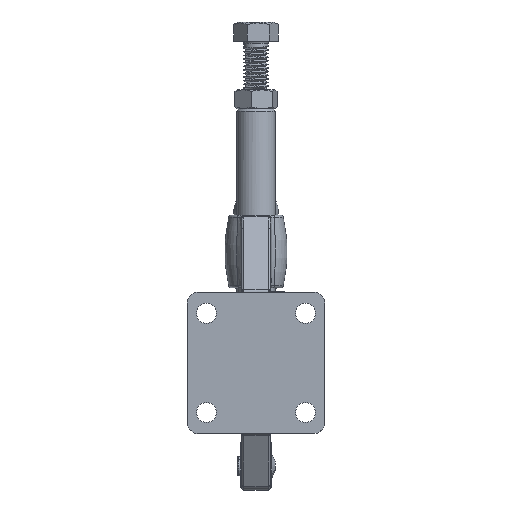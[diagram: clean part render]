
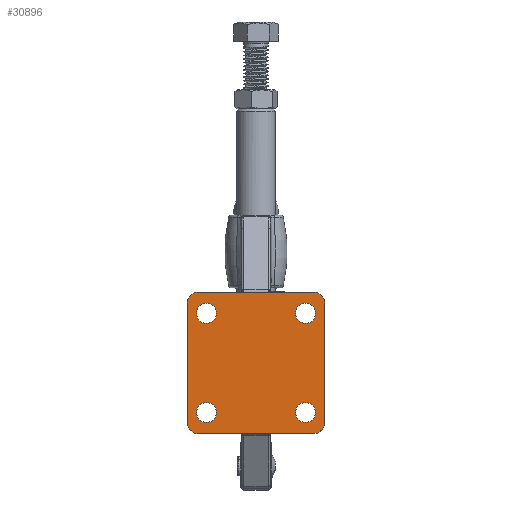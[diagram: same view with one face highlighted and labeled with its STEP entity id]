
A CAD part, front view. The second image highlights one B-rep face of the part: STEP entity #30896.
In plain terms, the highlighted planar face has unit normal (0, -1, 0).
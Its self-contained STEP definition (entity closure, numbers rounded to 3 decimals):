
#687 = DIRECTION ( 'NONE',  ( 0., -1., 0. ) ) ;
#755 = CARTESIAN_POINT ( 'NONE',  ( 0., 0., 58.8 ) ) ;
#827 = CIRCLE ( 'NONE', #23804, 5. ) ;
#1060 = CARTESIAN_POINT ( 'NONE',  ( 28.6, 0., 58.8 ) ) ;
#1074 = DIRECTION ( 'NONE',  ( 0., 0., -1. ) ) ;
#1561 = AXIS2_PLACEMENT_3D ( 'NONE', #35800, #17682, #38850 ) ;
#1733 = CARTESIAN_POINT ( 'NONE',  ( 20.55, 0., 8.85 ) ) ;
#1853 = DIRECTION ( 'NONE',  ( 0., 0., 1. ) ) ;
#2128 = VERTEX_POINT ( 'NONE', #12170 ) ;
#2146 = CARTESIAN_POINT ( 'NONE',  ( -20.55, 0., 8.85 ) ) ;
#2203 = LINE ( 'NONE', #37053, #16387 ) ;
#2584 = AXIS2_PLACEMENT_3D ( 'NONE', #1733, #22858, #4777 ) ;
#2747 = DIRECTION ( 'NONE',  ( 0., 0., 1. ) ) ;
#2867 = FACE_BOUND ( 'NONE', #12308, .T. ) ;
#3002 = CARTESIAN_POINT ( 'NONE',  ( 20.55, 0., 45.8 ) ) ;
#3404 = AXIS2_PLACEMENT_3D ( 'NONE', #18788, #687, #21821 ) ;
#3596 = CARTESIAN_POINT ( 'NONE',  ( -20.55, 0., 4.7 ) ) ;
#3708 = EDGE_CURVE ( 'NONE', #19908, #20834, #7200, .T. ) ;
#3751 = CARTESIAN_POINT ( 'NONE',  ( -20.55, 0., 49.95 ) ) ;
#3942 = CARTESIAN_POINT ( 'NONE',  ( 20.55, 0., 4.7 ) ) ;
#4777 = DIRECTION ( 'NONE',  ( 0., 0., -1. ) ) ;
#4917 = ORIENTED_EDGE ( 'NONE', *, *, #17931, .T. ) ;
#5192 = DIRECTION ( 'NONE',  ( 0., 0., -1. ) ) ;
#5203 = VERTEX_POINT ( 'NONE', #27495 ) ;
#5301 = EDGE_CURVE ( 'NONE', #2128, #12048, #27909, .T. ) ;
#5303 = DIRECTION ( 'NONE',  ( 0., -1., 0. ) ) ;
#5382 = AXIS2_PLACEMENT_3D ( 'NONE', #25889, #7807, #28927 ) ;
#6195 = ORIENTED_EDGE ( 'NONE', *, *, #29419, .F. ) ;
#6416 = AXIS2_PLACEMENT_3D ( 'NONE', #37294, #19182, #1074 ) ;
#6648 = ORIENTED_EDGE ( 'NONE', *, *, #19638, .F. ) ;
#6787 = DIRECTION ( 'NONE',  ( 0., 0., -1. ) ) ;
#7200 = LINE ( 'NONE', #1060, #15174 ) ;
#7243 = CIRCLE ( 'NONE', #39047, 4.15 ) ;
#7282 = VERTEX_POINT ( 'NONE', #22490 ) ;
#7807 = DIRECTION ( 'NONE',  ( 0., -1., 0. ) ) ;
#8548 = EDGE_CURVE ( 'NONE', #18657, #20834, #827, .T. ) ;
#8660 = VERTEX_POINT ( 'NONE', #3002 ) ;
#8763 = CARTESIAN_POINT ( 'NONE',  ( -28.6, 0., 5. ) ) ;
#9404 = EDGE_CURVE ( 'NONE', #19908, #26242, #16844, .T. ) ;
#10522 = ORIENTED_EDGE ( 'NONE', *, *, #22190, .F. ) ;
#10770 = ORIENTED_EDGE ( 'NONE', *, *, #8548, .T. ) ;
#10811 = CARTESIAN_POINT ( 'NONE',  ( 0., 0., 58.8 ) ) ;
#11362 = EDGE_LOOP ( 'NONE', ( #10522, #24550 ) ) ;
#12032 = ORIENTED_EDGE ( 'NONE', *, *, #32155, .F. ) ;
#12048 = VERTEX_POINT ( 'NONE', #32675 ) ;
#12097 = EDGE_LOOP ( 'NONE', ( #17146, #35382, #20295, #10770, #18969, #17170, #27688, #4917 ) ) ;
#12170 = CARTESIAN_POINT ( 'NONE',  ( -20.55, 0., 54.1 ) ) ;
#12308 = EDGE_LOOP ( 'NONE', ( #39136, #26706 ) ) ;
#12342 = DIRECTION ( 'NONE',  ( 0., -1., 0. ) ) ;
#12388 = CARTESIAN_POINT ( 'NONE',  ( -28.6, 0., 58.8 ) ) ;
#12749 = AXIS2_PLACEMENT_3D ( 'NONE', #23387, #5303, #26399 ) ;
#12752 = CARTESIAN_POINT ( 'NONE',  ( 20.55, 0., 8.85 ) ) ;
#13175 = VERTEX_POINT ( 'NONE', #8763 ) ;
#13189 = CARTESIAN_POINT ( 'NONE',  ( -23.6, 0., 5. ) ) ;
#14825 = VERTEX_POINT ( 'NONE', #23953 ) ;
#15174 = VECTOR ( 'NONE', #34226, 1000. ) ;
#15622 = CIRCLE ( 'NONE', #3404, 4.15 ) ;
#15788 = DIRECTION ( 'NONE',  ( 0., 0., -1. ) ) ;
#15884 = DIRECTION ( 'NONE',  ( 1., 0., 0. ) ) ;
#16229 = DIRECTION ( 'NONE',  ( 0., 0., 1. ) ) ;
#16315 = CARTESIAN_POINT ( 'NONE',  ( 20.55, 0., 13. ) ) ;
#16387 = VECTOR ( 'NONE', #15884, 1000. ) ;
#16697 = CARTESIAN_POINT ( 'NONE',  ( 23.6, 0., 58.8 ) ) ;
#16844 = CIRCLE ( 'NONE', #5382, 5. ) ;
#17146 = ORIENTED_EDGE ( 'NONE', *, *, #19130, .T. ) ;
#17170 = ORIENTED_EDGE ( 'NONE', *, *, #9404, .T. ) ;
#17467 = CARTESIAN_POINT ( 'NONE',  ( 28.6, 0., 53.8 ) ) ;
#17682 = DIRECTION ( 'NONE',  ( 0., -1., 0. ) ) ;
#17931 = EDGE_CURVE ( 'NONE', #28240, #7282, #26626, .T. ) ;
#17977 = FACE_OUTER_BOUND ( 'NONE', #12097, .T. ) ;
#18237 = VERTEX_POINT ( 'NONE', #22723 ) ;
#18268 = ORIENTED_EDGE ( 'NONE', *, *, #38777, .F. ) ;
#18657 = VERTEX_POINT ( 'NONE', #30529 ) ;
#18788 = CARTESIAN_POINT ( 'NONE',  ( 20.55, 0., 49.95 ) ) ;
#18965 = FACE_BOUND ( 'NONE', #21135, .T. ) ;
#18969 = ORIENTED_EDGE ( 'NONE', *, *, #3708, .F. ) ;
#19130 = EDGE_CURVE ( 'NONE', #7282, #13175, #28971, .T. ) ;
#19182 = DIRECTION ( 'NONE',  ( 0., -1., 0. ) ) ;
#19638 = EDGE_CURVE ( 'NONE', #21325, #26142, #7243, .T. ) ;
#19901 = AXIS2_PLACEMENT_3D ( 'NONE', #2146, #23272, #5192 ) ;
#19908 = VERTEX_POINT ( 'NONE', #17467 ) ;
#19952 = DIRECTION ( 'NONE',  ( 0., 1., 0. ) ) ;
#20295 = ORIENTED_EDGE ( 'NONE', *, *, #21903, .T. ) ;
#20831 = DIRECTION ( 'NONE',  ( 0., -1., 0. ) ) ;
#20834 = VERTEX_POINT ( 'NONE', #25493 ) ;
#20911 = VECTOR ( 'NONE', #27589, 1000. ) ;
#21135 = EDGE_LOOP ( 'NONE', ( #6648, #6195 ) ) ;
#21325 = VERTEX_POINT ( 'NONE', #3942 ) ;
#21806 = CIRCLE ( 'NONE', #6416, 4.15 ) ;
#21821 = DIRECTION ( 'NONE',  ( 0., 0., -1. ) ) ;
#21889 = DIRECTION ( 'NONE',  ( 1., 0., 0. ) ) ;
#21903 = EDGE_CURVE ( 'NONE', #14825, #18657, #2203, .T. ) ;
#22190 = EDGE_CURVE ( 'NONE', #12048, #2128, #36270, .T. ) ;
#22490 = CARTESIAN_POINT ( 'NONE',  ( -28.6, 0., 53.8 ) ) ;
#22723 = CARTESIAN_POINT ( 'NONE',  ( 20.55, 0., 54.1 ) ) ;
#22858 = DIRECTION ( 'NONE',  ( 0., -1., 0. ) ) ;
#22868 = EDGE_LOOP ( 'NONE', ( #12032, #18268 ) ) ;
#23272 = DIRECTION ( 'NONE',  ( 0., -1., 0. ) ) ;
#23387 = CARTESIAN_POINT ( 'NONE',  ( -20.55, 0., 49.95 ) ) ;
#23719 = CARTESIAN_POINT ( 'NONE',  ( -23.6, 0., 58.8 ) ) ;
#23804 = AXIS2_PLACEMENT_3D ( 'NONE', #38955, #20831, #2747 ) ;
#23953 = CARTESIAN_POINT ( 'NONE',  ( -23.6, 0., 0. ) ) ;
#23998 = EDGE_CURVE ( 'NONE', #5203, #29269, #34344, .T. ) ;
#24550 = ORIENTED_EDGE ( 'NONE', *, *, #5301, .F. ) ;
#24561 = LINE ( 'NONE', #755, #25537 ) ;
#24851 = DIRECTION ( 'NONE',  ( 0., -1., 0. ) ) ;
#25168 = CIRCLE ( 'NONE', #2584, 4.15 ) ;
#25493 = CARTESIAN_POINT ( 'NONE',  ( 28.6, 0., 5. ) ) ;
#25537 = VECTOR ( 'NONE', #21889, 1000. ) ;
#25889 = CARTESIAN_POINT ( 'NONE',  ( 23.6, 0., 53.8 ) ) ;
#26025 = FACE_BOUND ( 'NONE', #11362, .T. ) ;
#26142 = VERTEX_POINT ( 'NONE', #16315 ) ;
#26242 = VERTEX_POINT ( 'NONE', #16697 ) ;
#26399 = DIRECTION ( 'NONE',  ( 0., 0., -1. ) ) ;
#26626 = CIRCLE ( 'NONE', #1561, 5. ) ;
#26629 = AXIS2_PLACEMENT_3D ( 'NONE', #10811, #19952, #1853 ) ;
#26706 = ORIENTED_EDGE ( 'NONE', *, *, #23998, .F. ) ;
#27495 = CARTESIAN_POINT ( 'NONE',  ( -20.55, 0., 13. ) ) ;
#27589 = DIRECTION ( 'NONE',  ( 0., 0., -1. ) ) ;
#27688 = ORIENTED_EDGE ( 'NONE', *, *, #34293, .F. ) ;
#27777 = AXIS2_PLACEMENT_3D ( 'NONE', #3751, #24851, #6787 ) ;
#27909 = CIRCLE ( 'NONE', #27777, 4.15 ) ;
#28240 = VERTEX_POINT ( 'NONE', #23719 ) ;
#28521 = AXIS2_PLACEMENT_3D ( 'NONE', #13189, #34349, #16229 ) ;
#28671 = CIRCLE ( 'NONE', #31970, 4.15 ) ;
#28927 = DIRECTION ( 'NONE',  ( 0., 0., 1. ) ) ;
#28971 = LINE ( 'NONE', #12388, #20911 ) ;
#29269 = VERTEX_POINT ( 'NONE', #3596 ) ;
#29419 = EDGE_CURVE ( 'NONE', #26142, #21325, #25168, .T. ) ;
#30453 = CARTESIAN_POINT ( 'NONE',  ( 20.55, 0., 49.95 ) ) ;
#30529 = CARTESIAN_POINT ( 'NONE',  ( 23.6, 0., 0. ) ) ;
#30689 = CIRCLE ( 'NONE', #28521, 5. ) ;
#30740 = EDGE_CURVE ( 'NONE', #29269, #5203, #21806, .T. ) ;
#30896 = ADVANCED_FACE ( 'NONE', ( #2867, #26025, #18965, #34107, #17977 ), #31980, .F. ) ;
#31970 = AXIS2_PLACEMENT_3D ( 'NONE', #30453, #12342, #33500 ) ;
#31980 = PLANE ( 'NONE',  #26629 ) ;
#32155 = EDGE_CURVE ( 'NONE', #8660, #18237, #15622, .T. ) ;
#32675 = CARTESIAN_POINT ( 'NONE',  ( -20.55, 0., 45.8 ) ) ;
#33500 = DIRECTION ( 'NONE',  ( 0., 0., -1. ) ) ;
#33910 = DIRECTION ( 'NONE',  ( 0., -1., 0. ) ) ;
#34107 = FACE_BOUND ( 'NONE', #22868, .T. ) ;
#34226 = DIRECTION ( 'NONE',  ( 0., 0., -1. ) ) ;
#34293 = EDGE_CURVE ( 'NONE', #28240, #26242, #24561, .T. ) ;
#34344 = CIRCLE ( 'NONE', #19901, 4.15 ) ;
#34349 = DIRECTION ( 'NONE',  ( 0., -1., 0. ) ) ;
#35223 = EDGE_CURVE ( 'NONE', #13175, #14825, #30689, .T. ) ;
#35382 = ORIENTED_EDGE ( 'NONE', *, *, #35223, .T. ) ;
#35800 = CARTESIAN_POINT ( 'NONE',  ( -23.6, 0., 53.8 ) ) ;
#36270 = CIRCLE ( 'NONE', #12749, 4.15 ) ;
#37053 = CARTESIAN_POINT ( 'NONE',  ( 0., 0., 0. ) ) ;
#37294 = CARTESIAN_POINT ( 'NONE',  ( -20.55, 0., 8.85 ) ) ;
#38777 = EDGE_CURVE ( 'NONE', #18237, #8660, #28671, .T. ) ;
#38850 = DIRECTION ( 'NONE',  ( 0., 0., 1. ) ) ;
#38955 = CARTESIAN_POINT ( 'NONE',  ( 23.6, 0., 5. ) ) ;
#39047 = AXIS2_PLACEMENT_3D ( 'NONE', #12752, #33910, #15788 ) ;
#39136 = ORIENTED_EDGE ( 'NONE', *, *, #30740, .F. ) ;
